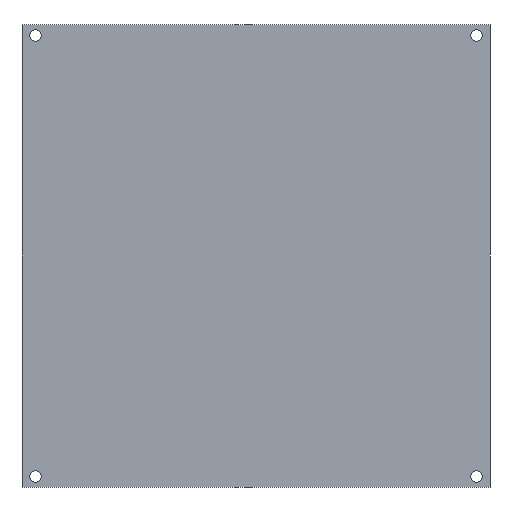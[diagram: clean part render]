
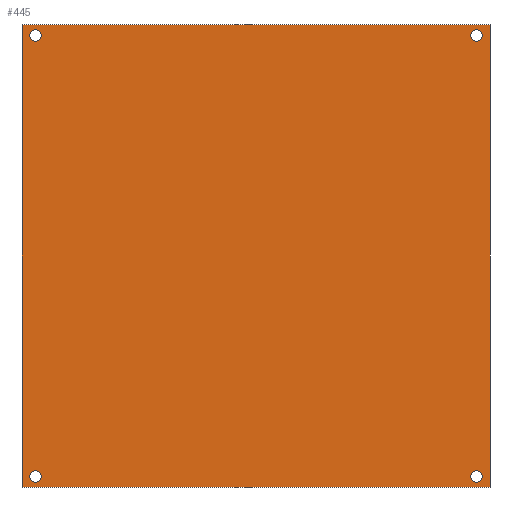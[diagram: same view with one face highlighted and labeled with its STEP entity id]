
A CAD part, front view. The second image highlights one B-rep face of the part: STEP entity #445.
In plain terms, the highlighted planar face has unit normal (0, -1, 0).
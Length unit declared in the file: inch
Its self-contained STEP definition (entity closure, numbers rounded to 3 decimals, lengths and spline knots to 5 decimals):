
#4 = DIRECTION ( 'NONE',  ( 0., 1., 0. ) ) ;
#18 = EDGE_CURVE ( 'NONE', #487, #487, #279, .T. ) ;
#34 = VECTOR ( 'NONE', #273, 39.37008 ) ;
#44 = FACE_BOUND ( 'NONE', #211, .T. ) ;
#50 = EDGE_CURVE ( 'NONE', #148, #137, #157, .T. ) ;
#52 = DIRECTION ( 'NONE',  ( 0., 0., -1. ) ) ;
#62 = LINE ( 'NONE', #100, #481 ) ;
#65 = EDGE_LOOP ( 'NONE', ( #364 ) ) ;
#73 = AXIS2_PLACEMENT_3D ( 'NONE', #464, #498, #258 ) ;
#80 = EDGE_CURVE ( 'NONE', #362, #362, #276, .T. ) ;
#86 = CARTESIAN_POINT ( 'NONE',  ( -5.125, 0., 5.125 ) ) ;
#87 = EDGE_LOOP ( 'NONE', ( #209 ) ) ;
#100 = CARTESIAN_POINT ( 'NONE',  ( -5.4375, 0., 5.375 ) ) ;
#103 = VERTEX_POINT ( 'NONE', #132 ) ;
#105 = CARTESIAN_POINT ( 'NONE',  ( -5.125, 0., 4.9925 ) ) ;
#111 = ORIENTED_EDGE ( 'NONE', *, *, #474, .T. ) ;
#121 = AXIS2_PLACEMENT_3D ( 'NONE', #86, #326, #336 ) ;
#132 = CARTESIAN_POINT ( 'NONE',  ( -5.4375, 0., 5.375 ) ) ;
#137 = VERTEX_POINT ( 'NONE', #302 ) ;
#140 = ORIENTED_EDGE ( 'NONE', *, *, #359, .T. ) ;
#148 = VERTEX_POINT ( 'NONE', #296 ) ;
#149 = AXIS2_PLACEMENT_3D ( 'NONE', #503, #399, #426 ) ;
#151 = CIRCLE ( 'NONE', #251, 0.1325 ) ;
#157 = LINE ( 'NONE', #331, #370 ) ;
#172 = ORIENTED_EDGE ( 'NONE', *, *, #50, .T. ) ;
#176 = DIRECTION ( 'NONE',  ( 0., 0., -1. ) ) ;
#178 = LINE ( 'NONE', #312, #287 ) ;
#179 = CARTESIAN_POINT ( 'NONE',  ( -5.125, 0., -5.2575 ) ) ;
#185 = FACE_BOUND ( 'NONE', #65, .T. ) ;
#206 = CARTESIAN_POINT ( 'NONE',  ( 5.125, 0., 5.125 ) ) ;
#209 = ORIENTED_EDGE ( 'NONE', *, *, #18, .T. ) ;
#211 = EDGE_LOOP ( 'NONE', ( #322 ) ) ;
#222 = FACE_OUTER_BOUND ( 'NONE', #257, .T. ) ;
#233 = FACE_BOUND ( 'NONE', #448, .T. ) ;
#244 = DIRECTION ( 'NONE',  ( 0., 1., 0. ) ) ;
#251 = AXIS2_PLACEMENT_3D ( 'NONE', #206, #4, #176 ) ;
#254 = LINE ( 'NONE', #472, #34 ) ;
#257 = EDGE_LOOP ( 'NONE', ( #172, #140, #341, #111 ) ) ;
#258 = DIRECTION ( 'NONE',  ( 0., 0., -1. ) ) ;
#262 = FACE_BOUND ( 'NONE', #87, .T. ) ;
#263 = EDGE_CURVE ( 'NONE', #402, #402, #151, .T. ) ;
#273 = DIRECTION ( 'NONE',  ( 1., 0., 0. ) ) ;
#276 = CIRCLE ( 'NONE', #121, 0.1325 ) ;
#279 = CIRCLE ( 'NONE', #484, 0.1325 ) ;
#287 = VECTOR ( 'NONE', #52, 39.37008 ) ;
#296 = CARTESIAN_POINT ( 'NONE',  ( 5.4375, 0., -5.375 ) ) ;
#302 = CARTESIAN_POINT ( 'NONE',  ( 5.4375, 0., 5.375 ) ) ;
#312 = CARTESIAN_POINT ( 'NONE',  ( -5.4375, 0., -5.375 ) ) ;
#322 = ORIENTED_EDGE ( 'NONE', *, *, #263, .T. ) ;
#326 = DIRECTION ( 'NONE',  ( 0., 1., 0. ) ) ;
#330 = EDGE_CURVE ( 'NONE', #103, #476, #178, .T. ) ;
#331 = CARTESIAN_POINT ( 'NONE',  ( 5.4375, 0., -5.375 ) ) ;
#336 = DIRECTION ( 'NONE',  ( 0., 0., -1. ) ) ;
#340 = ORIENTED_EDGE ( 'NONE', *, *, #80, .T. ) ;
#341 = ORIENTED_EDGE ( 'NONE', *, *, #330, .T. ) ;
#347 = DIRECTION ( 'NONE',  ( -1., 0., 0. ) ) ;
#359 = EDGE_CURVE ( 'NONE', #137, #103, #62, .T. ) ;
#362 = VERTEX_POINT ( 'NONE', #105 ) ;
#364 = ORIENTED_EDGE ( 'NONE', *, *, #389, .T. ) ;
#367 = CARTESIAN_POINT ( 'NONE',  ( 5.125, 0., -5.2575 ) ) ;
#370 = VECTOR ( 'NONE', #522, 39.37008 ) ;
#382 = VERTEX_POINT ( 'NONE', #367 ) ;
#383 = CIRCLE ( 'NONE', #73, 0.1325 ) ;
#389 = EDGE_CURVE ( 'NONE', #382, #382, #383, .T. ) ;
#398 = PLANE ( 'NONE',  #149 ) ;
#399 = DIRECTION ( 'NONE',  ( 0., -1., 0. ) ) ;
#402 = VERTEX_POINT ( 'NONE', #410 ) ;
#408 = DIRECTION ( 'NONE',  ( 0., 0., -1. ) ) ;
#410 = CARTESIAN_POINT ( 'NONE',  ( 5.125, 0., 4.9925 ) ) ;
#426 = DIRECTION ( 'NONE',  ( 0., 0., -1. ) ) ;
#428 = CARTESIAN_POINT ( 'NONE',  ( -5.4375, 0., -5.375 ) ) ;
#445 = ADVANCED_FACE ( 'NONE', ( #222, #262, #233, #185, #44 ), #398, .T. ) ;
#448 = EDGE_LOOP ( 'NONE', ( #340 ) ) ;
#464 = CARTESIAN_POINT ( 'NONE',  ( 5.125, 0., -5.125 ) ) ;
#472 = CARTESIAN_POINT ( 'NONE',  ( -5.4375, 0., -5.375 ) ) ;
#474 = EDGE_CURVE ( 'NONE', #476, #148, #254, .T. ) ;
#476 = VERTEX_POINT ( 'NONE', #428 ) ;
#481 = VECTOR ( 'NONE', #347, 39.37008 ) ;
#484 = AXIS2_PLACEMENT_3D ( 'NONE', #485, #244, #408 ) ;
#485 = CARTESIAN_POINT ( 'NONE',  ( -5.125, 0., -5.125 ) ) ;
#487 = VERTEX_POINT ( 'NONE', #179 ) ;
#498 = DIRECTION ( 'NONE',  ( 0., 1., 0. ) ) ;
#503 = CARTESIAN_POINT ( 'NONE',  ( -5.4375, 0., -5.375 ) ) ;
#522 = DIRECTION ( 'NONE',  ( 0., 0., 1. ) ) ;
